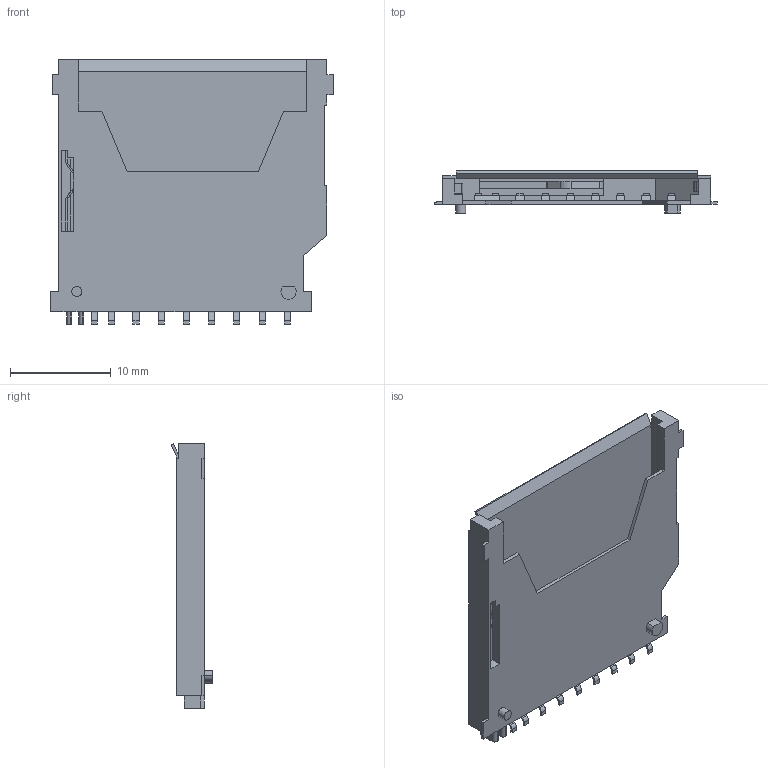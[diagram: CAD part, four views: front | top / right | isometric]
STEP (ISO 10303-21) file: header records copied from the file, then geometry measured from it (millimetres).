
FILE_DESCRIPTION((''),'2;1');
FILE_NAME('C-2041021-3','2013-11-29T',('workeradm'),('Tyco Electronics Ltd.'),'PRO/ENGINEER BY PARAMETRIC TECHNOLOGY CORPORATION, 2013050','PRO/ENGINEER BY PARAMETRIC TECHNOLOGY CORPORATION, 2013050','');
FILE_SCHEMA(('AUTOMOTIVE_DESIGN { 1 0 10303 214 1 1 1 1 }'));
Length unit declared in the file: millimetre
Products named in the file (1): C-2041021-3
Bounding box: 28.05 x 4.15 x 26.25 mm (x, y, z)
Volume: 576.4 mm3; surface area: 2484.3 mm2
Topology: 1 solids, 1 shells, 383 faces, 1073 edges, 705 vertices
Faces by surface type: plane 313, cylinder 70
Entity records: 12355 total; most frequent: CARTESIAN_POINT 2163, ORIENTED_EDGE 2146, DIRECTION 1979, EDGE_CURVE 1073, VECTOR 933, LINE 933, VERTEX_POINT 705, AXIS2_PLACEMENT_3D 523
